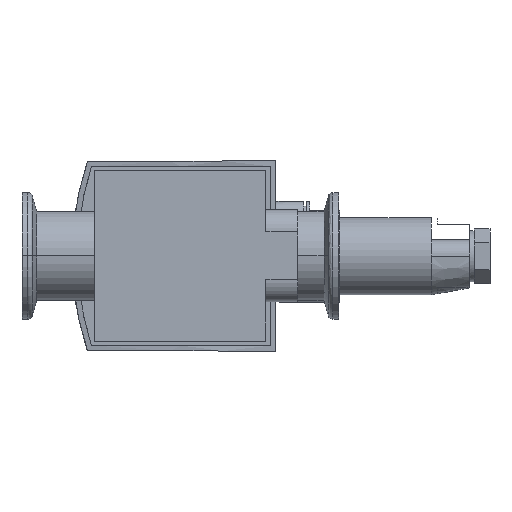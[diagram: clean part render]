
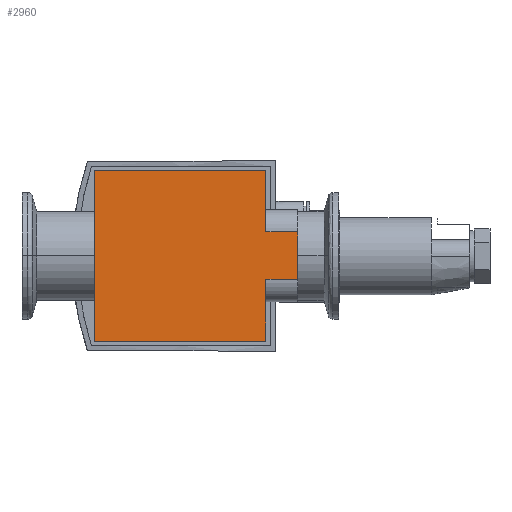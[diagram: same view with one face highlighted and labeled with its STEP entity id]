
A CAD part, top view. The second image highlights one B-rep face of the part: STEP entity #2960.
In plain terms, the highlighted planar face has unit normal (0, 0, 1).
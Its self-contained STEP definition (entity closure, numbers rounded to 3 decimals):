
#298 = VECTOR ( 'NONE', #1283, 1000. ) ;
#310 = ORIENTED_EDGE ( 'NONE', *, *, #6641, .F. ) ;
#362 = CARTESIAN_POINT ( 'NONE',  ( 27., 7.5, 31.8 ) ) ;
#508 = ORIENTED_EDGE ( 'NONE', *, *, #5184, .F. ) ;
#510 = EDGE_LOOP ( 'NONE', ( #4677, #3085, #4124, #3351, #1767, #508, #3131, #310 ) ) ;
#520 = CARTESIAN_POINT ( 'NONE',  ( -27., 27., 31.8 ) ) ;
#526 = CARTESIAN_POINT ( 'NONE',  ( 0., 7.5, 31.8 ) ) ;
#635 = PLANE ( 'NONE',  #5292 ) ;
#656 = CARTESIAN_POINT ( 'NONE',  ( 27., -7.5, 31.8 ) ) ;
#882 = DIRECTION ( 'NONE',  ( 1., 0., 0. ) ) ;
#945 = VECTOR ( 'NONE', #882, 1000. ) ;
#1156 = DIRECTION ( 'NONE',  ( 1., 0., 0. ) ) ;
#1262 = CARTESIAN_POINT ( 'NONE',  ( 27., 27., 31.8 ) ) ;
#1283 = DIRECTION ( 'NONE',  ( 0., -1., 0. ) ) ;
#1398 = CARTESIAN_POINT ( 'NONE',  ( 27., 27., 31.8 ) ) ;
#1432 = VERTEX_POINT ( 'NONE', #4253 ) ;
#1767 = ORIENTED_EDGE ( 'NONE', *, *, #3962, .F. ) ;
#1874 = VECTOR ( 'NONE', #5693, 1000. ) ;
#2114 = VECTOR ( 'NONE', #3150, 1000. ) ;
#2221 = CARTESIAN_POINT ( 'NONE',  ( 27., -27., 31.8 ) ) ;
#2251 = EDGE_CURVE ( 'NONE', #3248, #1432, #4856, .T. ) ;
#2459 = VECTOR ( 'NONE', #6064, 1000. ) ;
#2698 = CARTESIAN_POINT ( 'NONE',  ( 0., 0., 31.8 ) ) ;
#2738 = FACE_OUTER_BOUND ( 'NONE', #510, .T. ) ;
#2828 = CARTESIAN_POINT ( 'NONE',  ( 27., 27., 31.8 ) ) ;
#2960 = ADVANCED_FACE ( 'NONE', ( #2738 ), #635, .T. ) ;
#3069 = LINE ( 'NONE', #1262, #298 ) ;
#3085 = ORIENTED_EDGE ( 'NONE', *, *, #3487, .T. ) ;
#3087 = EDGE_CURVE ( 'NONE', #3372, #5902, #6177, .T. ) ;
#3131 = ORIENTED_EDGE ( 'NONE', *, *, #6092, .F. ) ;
#3150 = DIRECTION ( 'NONE',  ( 0., 1., 0. ) ) ;
#3248 = VERTEX_POINT ( 'NONE', #4426 ) ;
#3351 = ORIENTED_EDGE ( 'NONE', *, *, #6198, .T. ) ;
#3362 = VECTOR ( 'NONE', #4126, 1000. ) ;
#3372 = VERTEX_POINT ( 'NONE', #656 ) ;
#3477 = CARTESIAN_POINT ( 'NONE',  ( -27., 27., 31.8 ) ) ;
#3487 = EDGE_CURVE ( 'NONE', #3372, #3248, #3686, .T. ) ;
#3512 = VERTEX_POINT ( 'NONE', #362 ) ;
#3514 = LINE ( 'NONE', #526, #3362 ) ;
#3686 = LINE ( 'NONE', #3960, #945 ) ;
#3906 = VECTOR ( 'NONE', #5514, 1000. ) ;
#3960 = CARTESIAN_POINT ( 'NONE',  ( 0., -7.5, 31.8 ) ) ;
#3962 = EDGE_CURVE ( 'NONE', #5585, #3512, #3069, .T. ) ;
#4066 = LINE ( 'NONE', #3477, #3906 ) ;
#4124 = ORIENTED_EDGE ( 'NONE', *, *, #2251, .T. ) ;
#4126 = DIRECTION ( 'NONE',  ( -1., 0., 0. ) ) ;
#4158 = CARTESIAN_POINT ( 'NONE',  ( 27., -27., 31.8 ) ) ;
#4246 = DIRECTION ( 'NONE',  ( 0., 0., 1. ) ) ;
#4253 = CARTESIAN_POINT ( 'NONE',  ( 37., 7.5, 31.8 ) ) ;
#4426 = CARTESIAN_POINT ( 'NONE',  ( 37., -7.5, 31.8 ) ) ;
#4523 = CARTESIAN_POINT ( 'NONE',  ( -27., -27., 31.8 ) ) ;
#4555 = CARTESIAN_POINT ( 'NONE',  ( -27., -27., 31.8 ) ) ;
#4617 = LINE ( 'NONE', #4158, #1874 ) ;
#4677 = ORIENTED_EDGE ( 'NONE', *, *, #3087, .F. ) ;
#4749 = VERTEX_POINT ( 'NONE', #520 ) ;
#4818 = VECTOR ( 'NONE', #5887, 1000. ) ;
#4856 = LINE ( 'NONE', #6200, #2114 ) ;
#5184 = EDGE_CURVE ( 'NONE', #4749, #5585, #4066, .T. ) ;
#5292 = AXIS2_PLACEMENT_3D ( 'NONE', #2698, #4246, #1156 ) ;
#5514 = DIRECTION ( 'NONE',  ( 1., 0., 0. ) ) ;
#5585 = VERTEX_POINT ( 'NONE', #1398 ) ;
#5641 = VERTEX_POINT ( 'NONE', #4555 ) ;
#5693 = DIRECTION ( 'NONE',  ( -1., 0., 0. ) ) ;
#5887 = DIRECTION ( 'NONE',  ( 0., -1., 0. ) ) ;
#5902 = VERTEX_POINT ( 'NONE', #2221 ) ;
#6064 = DIRECTION ( 'NONE',  ( 0., 1., 0. ) ) ;
#6092 = EDGE_CURVE ( 'NONE', #5641, #4749, #6560, .T. ) ;
#6177 = LINE ( 'NONE', #2828, #4818 ) ;
#6198 = EDGE_CURVE ( 'NONE', #1432, #3512, #3514, .T. ) ;
#6200 = CARTESIAN_POINT ( 'NONE',  ( 37., 0., 31.8 ) ) ;
#6560 = LINE ( 'NONE', #4523, #2459 ) ;
#6641 = EDGE_CURVE ( 'NONE', #5902, #5641, #4617, .T. ) ;
